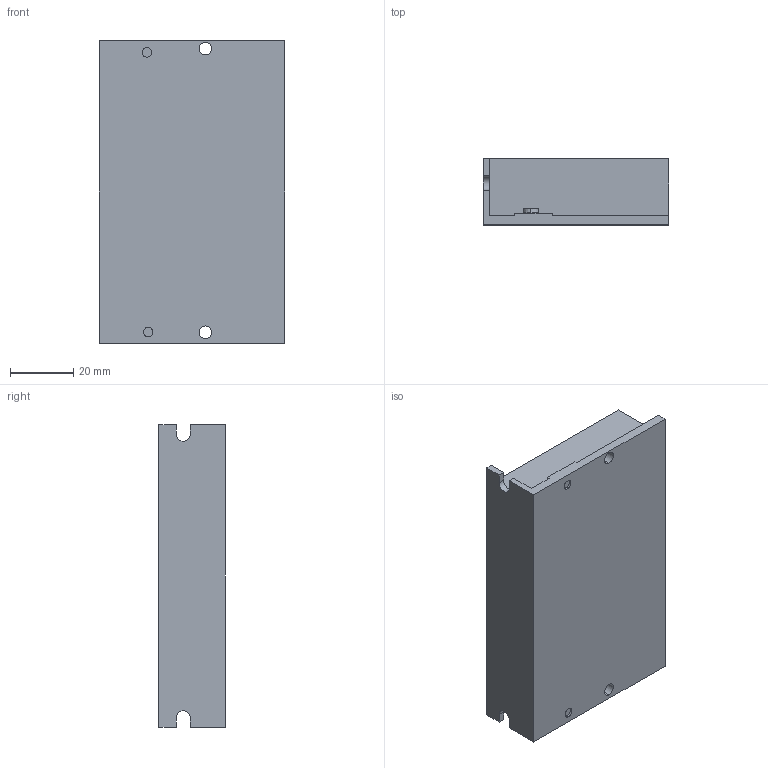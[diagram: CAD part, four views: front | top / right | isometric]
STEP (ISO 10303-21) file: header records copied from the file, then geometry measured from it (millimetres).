
FILE_DESCRIPTION (( 'STEP AP214' ), '1' );
FILE_NAME ('DM430.STEP', '2023-08-21T13:39:29', ( '' ), ( '' ), 'SwSTEP 2.0', 'SolidWorks 2021', '' );
FILE_SCHEMA (( 'AUTOMOTIVE_DESIGN' ));
Length unit declared in the file: millimetre
Products named in the file (1): DM430
Bounding box: 59 x 21 x 96 mm (x, y, z)
Volume: 104314.6 mm3; surface area: 18111.3 mm2
Topology: 3 solids, 3 shells, 103 faces, 266 edges, 176 vertices
Faces by surface type: plane 69, cylinder 22, cone 8, torus 4
Entity records: 3196 total; most frequent: CARTESIAN_POINT 546, DIRECTION 542, ORIENTED_EDGE 532, EDGE_CURVE 266, LINE 198, VECTOR 198, VERTEX_POINT 176, AXIS2_PLACEMENT_3D 172
